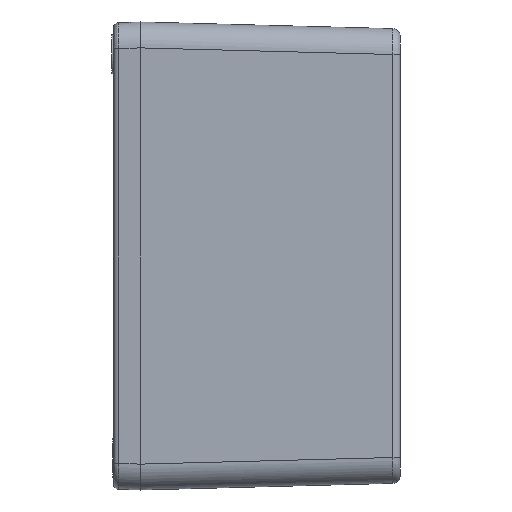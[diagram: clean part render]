
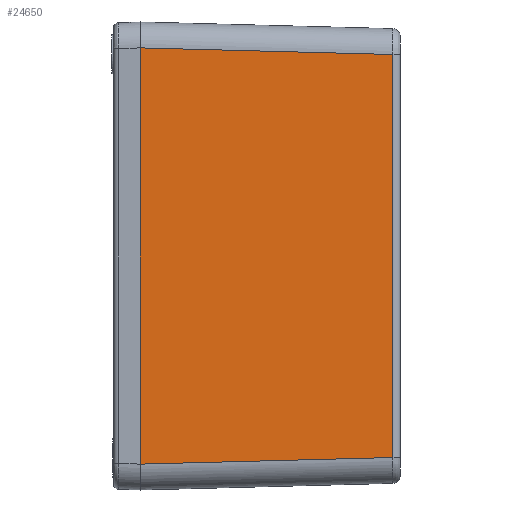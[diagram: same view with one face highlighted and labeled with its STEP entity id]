
A CAD part, left-side view. The second image highlights one B-rep face of the part: STEP entity #24650.
In plain terms, the highlighted planar face has unit normal (-1, -0.026, 0).
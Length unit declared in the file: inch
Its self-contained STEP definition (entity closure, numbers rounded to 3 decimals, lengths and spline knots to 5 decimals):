
#169 = LINE ( 'NONE', #43326, #51371 ) ;
#644 = CARTESIAN_POINT ( 'NONE',  ( -2.22141, -1.91887, 1.5325 ) ) ;
#1147 = EDGE_CURVE ( 'NONE', #45462, #4157, #7318, .T. ) ;
#1354 = CARTESIAN_POINT ( 'NONE',  ( -2.27165, 0., -1.77953 ) ) ;
#1637 = DIRECTION ( 'NONE',  ( -1., -0.026, 0. ) ) ;
#4157 = VERTEX_POINT ( 'NONE', #9343 ) ;
#6212 = CARTESIAN_POINT ( 'NONE',  ( -2.27165, 0., -1.58274 ) ) ;
#6536 = FACE_OUTER_BOUND ( 'NONE', #7825, .T. ) ;
#7318 = LINE ( 'NONE', #6212, #36957 ) ;
#7825 = EDGE_LOOP ( 'NONE', ( #39869, #39115, #27180, #42931 ) ) ;
#9343 = CARTESIAN_POINT ( 'NONE',  ( -2.22141, -1.91887, -1.5325 ) ) ;
#9628 = EDGE_CURVE ( 'NONE', #4157, #51546, #169, .T. ) ;
#10347 = VECTOR ( 'NONE', #36302, 39.37008 ) ;
#10882 = PLANE ( 'NONE',  #20567 ) ;
#12706 = CARTESIAN_POINT ( 'NONE',  ( -2.27165, 0., -1.58274 ) ) ;
#13972 = CARTESIAN_POINT ( 'NONE',  ( -2.27165, 0., 1.77953 ) ) ;
#15500 = DIRECTION ( 'NONE',  ( 0.026, -1., 0. ) ) ;
#18756 = CARTESIAN_POINT ( 'NONE',  ( -2.27165, 0., 1.58274 ) ) ;
#20567 = AXIS2_PLACEMENT_3D ( 'NONE', #1354, #1637, #15500 ) ;
#22541 = EDGE_CURVE ( 'NONE', #45462, #46542, #35436, .T. ) ;
#24650 = ADVANCED_FACE ( 'NONE', ( #6536 ), #10882, .T. ) ;
#24969 = DIRECTION ( 'NONE',  ( 0.026, -0.999, 0.026 ) ) ;
#25649 = DIRECTION ( 'NONE',  ( 0., 0., 1. ) ) ;
#26399 = EDGE_CURVE ( 'NONE', #46542, #51546, #56248, .T. ) ;
#27180 = ORIENTED_EDGE ( 'NONE', *, *, #1147, .T. ) ;
#33400 = DIRECTION ( 'NONE',  ( 0.026, -0.999, -0.026 ) ) ;
#33976 = CARTESIAN_POINT ( 'NONE',  ( -2.26935, -0.08792, 1.58044 ) ) ;
#35436 = LINE ( 'NONE', #13972, #10347 ) ;
#36302 = DIRECTION ( 'NONE',  ( 0., 0., 1. ) ) ;
#36852 = VECTOR ( 'NONE', #33400, 39.37008 ) ;
#36957 = VECTOR ( 'NONE', #24969, 39.37008 ) ;
#39115 = ORIENTED_EDGE ( 'NONE', *, *, #22541, .F. ) ;
#39869 = ORIENTED_EDGE ( 'NONE', *, *, #26399, .F. ) ;
#42931 = ORIENTED_EDGE ( 'NONE', *, *, #9628, .T. ) ;
#43326 = CARTESIAN_POINT ( 'NONE',  ( -2.22141, -1.91887, -1.77953 ) ) ;
#45462 = VERTEX_POINT ( 'NONE', #12706 ) ;
#46542 = VERTEX_POINT ( 'NONE', #18756 ) ;
#51371 = VECTOR ( 'NONE', #25649, 39.37008 ) ;
#51546 = VERTEX_POINT ( 'NONE', #644 ) ;
#56248 = LINE ( 'NONE', #33976, #36852 ) ;
